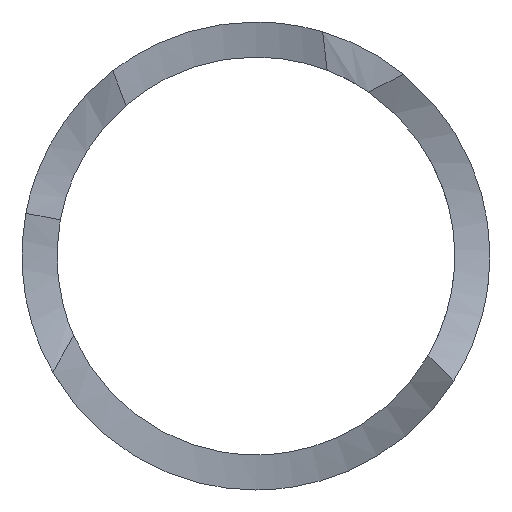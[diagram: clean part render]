
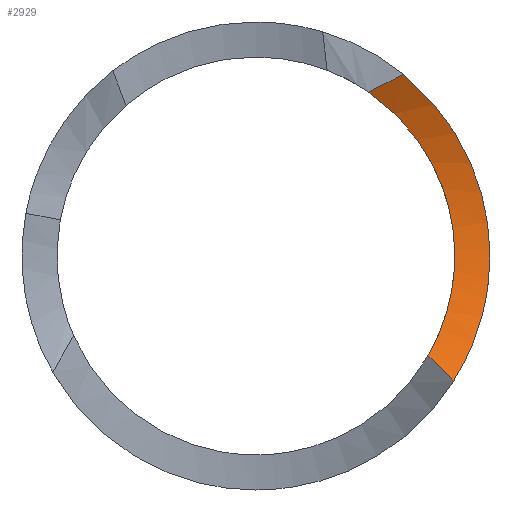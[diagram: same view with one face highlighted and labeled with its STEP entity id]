
A CAD part, front view. The second image highlights one B-rep face of the part: STEP entity #2929.
In plain terms, the highlighted cylindrical face has radius 14 mm (diameter 28 mm), a partial arc.
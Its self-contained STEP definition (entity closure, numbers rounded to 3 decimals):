
#2222=CARTESIAN_POINT('Control Point',(-1391.917,-266.538,-106.997)) ;
#2223=CARTESIAN_POINT('Control Point',(-1391.423,-266.567,-106.741)) ;
#2224=CARTESIAN_POINT('Control Point',(-1390.929,-266.602,-106.487)) ;
#2225=CARTESIAN_POINT('Control Point',(-1390.435,-266.644,-106.234)) ;
#2226=CARTESIAN_POINT('Vertex',(-1391.917,-266.538,-106.997)) ;
#2228=CARTESIAN_POINT('Vertex',(-1390.435,-266.644,-106.234)) ;
#2266=CARTESIAN_POINT('Vertex',(-1388.282,-265.744,-119.342)) ;
#2270=CARTESIAN_POINT('Control Point',(-1390.435,-266.644,-106.234)) ;
#2271=CARTESIAN_POINT('Control Point',(-1389.75,-266.159,-106.79)) ;
#2272=CARTESIAN_POINT('Control Point',(-1389.119,-265.69,-107.427)) ;
#2273=CARTESIAN_POINT('Control Point',(-1388.548,-265.256,-108.145)) ;
#2274=CARTESIAN_POINT('Control Point',(-1387.687,-264.607,-109.537)) ;
#2275=CARTESIAN_POINT('Control Point',(-1387.111,-264.204,-111.143)) ;
#2276=CARTESIAN_POINT('Control Point',(-1386.926,-264.087,-111.854)) ;
#2277=CARTESIAN_POINT('Control Point',(-1386.725,-263.993,-113.1)) ;
#2278=CARTESIAN_POINT('Control Point',(-1386.721,-264.076,-114.359)) ;
#2279=CARTESIAN_POINT('Control Point',(-1386.754,-264.141,-114.876)) ;
#2280=CARTESIAN_POINT('Control Point',(-1386.918,-264.377,-116.169)) ;
#2281=CARTESIAN_POINT('Control Point',(-1387.279,-264.776,-117.385)) ;
#2282=CARTESIAN_POINT('Control Point',(-1387.561,-265.066,-118.082)) ;
#2283=CARTESIAN_POINT('Control Point',(-1387.898,-265.392,-118.735)) ;
#2284=CARTESIAN_POINT('Control Point',(-1388.282,-265.744,-119.342)) ;
#2305=CARTESIAN_POINT('Control Point',(-1391.917,-266.538,-106.997)) ;
#2306=CARTESIAN_POINT('Control Point',(-1391.387,-266.23,-107.362)) ;
#2307=CARTESIAN_POINT('Control Point',(-1390.891,-265.925,-107.777)) ;
#2308=CARTESIAN_POINT('Control Point',(-1390.431,-265.631,-108.242)) ;
#2309=CARTESIAN_POINT('Control Point',(-1389.683,-265.145,-109.16)) ;
#2310=CARTESIAN_POINT('Control Point',(-1389.091,-264.759,-110.225)) ;
#2311=CARTESIAN_POINT('Control Point',(-1388.864,-264.614,-110.721)) ;
#2312=CARTESIAN_POINT('Control Point',(-1388.482,-264.38,-111.778)) ;
#2313=CARTESIAN_POINT('Control Point',(-1388.276,-264.285,-112.905)) ;
#2314=CARTESIAN_POINT('Control Point',(-1388.22,-264.277,-113.488)) ;
#2315=CARTESIAN_POINT('Control Point',(-1388.21,-264.353,-114.87)) ;
#2316=CARTESIAN_POINT('Control Point',(-1388.471,-264.637,-116.206)) ;
#2317=CARTESIAN_POINT('Control Point',(-1388.706,-264.862,-116.939)) ;
#2318=CARTESIAN_POINT('Control Point',(-1389.012,-265.13,-117.627)) ;
#2319=CARTESIAN_POINT('Control Point',(-1389.381,-265.429,-118.263)) ;
#2320=CARTESIAN_POINT('Vertex',(-1389.381,-265.429,-118.263)) ;
#2904=CARTESIAN_POINT('Control Point',(-1389.381,-265.429,-118.263)) ;
#2905=CARTESIAN_POINT('Control Point',(-1389.016,-265.516,-118.629)) ;
#2906=CARTESIAN_POINT('Control Point',(-1388.649,-265.621,-118.989)) ;
#2907=CARTESIAN_POINT('Control Point',(-1388.282,-265.744,-119.342)) ;
#2918=CARTESIAN_POINT('Axis2P3D Location',(-1026.368,-215.,-85.5)) ;
#2919=DIRECTION('Axis2P3D Direction',(-0.982,-0.172,-0.076)) ;
#2920=DIRECTION('Axis2P3D XDirection',(-0.074,-0.013,0.997)) ;
#2921=AXIS2_PLACEMENT_3D('Cylinder Axis2P3D',#2918,#2919,#2920) ;
#2924=ORIENTED_EDGE('',*,*,#2322,.T.) ;
#2925=ORIENTED_EDGE('',*,*,#2908,.T.) ;
#2926=ORIENTED_EDGE('',*,*,#2285,.F.) ;
#2927=ORIENTED_EDGE('',*,*,#2230,.F.) ;
#2929=ADVANCED_FACE('Corps principal',(#2928),#2922,.F.) ;
#2221=B_SPLINE_CURVE_WITH_KNOTS('',3,(#2222,#2223,#2224,#2225),.UNSPECIFIED.,.F.,.U.,(4,4),(3.476,5.84),.UNSPECIFIED.) ;
#2269=B_SPLINE_CURVE_WITH_KNOTS('',5,(#2270,#2271,#2272,#2273,#2274,#2275,#2276,#2277,#2278,#2279,#2280,#2281,#2282,#2283,#2284),.UNSPECIFIED.,.F.,.U.,(6,3,3,3,6),(6.451,13.568,18.778,22.454,28.112),.UNSPECIFIED.) ;
#2304=B_SPLINE_CURVE_WITH_KNOTS('',5,(#2305,#2306,#2307,#2308,#2309,#2310,#2311,#2312,#2313,#2314,#2315,#2316,#2317,#2318,#2319),.UNSPECIFIED.,.F.,.U.,(6,3,3,3,6),(3.727,8.768,12.733,16.848,22.463),.UNSPECIFIED.) ;
#2903=B_SPLINE_CURVE_WITH_KNOTS('',3,(#2904,#2905,#2906,#2907),.UNSPECIFIED.,.F.,.U.,(4,4),(0.,2.693),.UNSPECIFIED.) ;
#2922=CYLINDRICAL_SURFACE('generated cylinder',#2921,14.) ;
#2230=EDGE_CURVE('',#2227,#2229,#2221,.T.) ;
#2285=EDGE_CURVE('',#2229,#2267,#2269,.T.) ;
#2322=EDGE_CURVE('',#2227,#2321,#2304,.T.) ;
#2908=EDGE_CURVE('',#2321,#2267,#2903,.T.) ;
#2923=EDGE_LOOP('',(#2924,#2925,#2926,#2927)) ;
#2928=FACE_OUTER_BOUND('',#2923,.T.) ;
#2227=VERTEX_POINT('',#2226) ;
#2229=VERTEX_POINT('',#2228) ;
#2267=VERTEX_POINT('',#2266) ;
#2321=VERTEX_POINT('',#2320) ;
